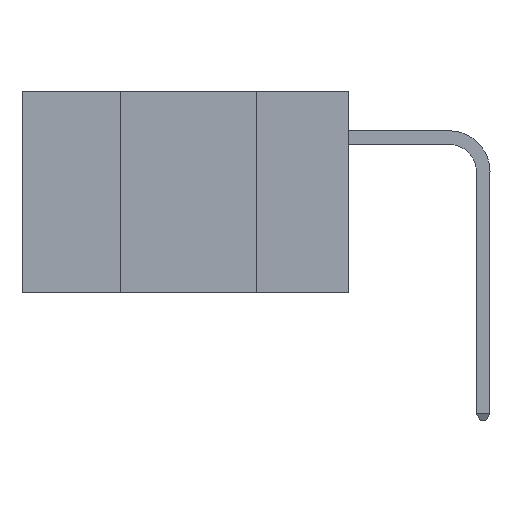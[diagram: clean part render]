
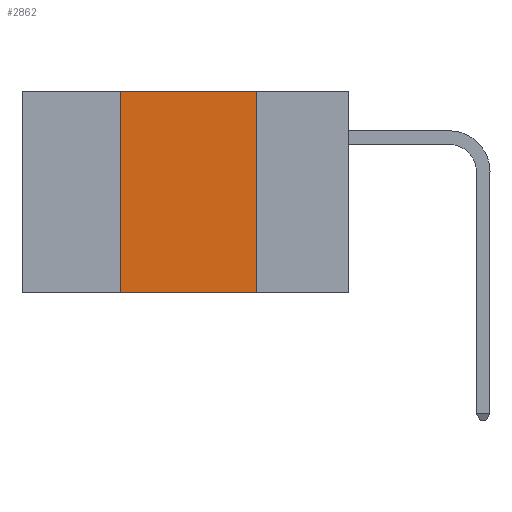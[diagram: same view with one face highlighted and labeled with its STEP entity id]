
A CAD part, left-side view. The second image highlights one B-rep face of the part: STEP entity #2862.
In plain terms, the highlighted planar face has unit normal (-1, 0, 0).
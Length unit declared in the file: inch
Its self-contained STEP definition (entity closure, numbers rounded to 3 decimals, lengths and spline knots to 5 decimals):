
#241 = EDGE_LOOP ( 'NONE', ( #5123, #12927, #12282, #7114 ) ) ;
#585 = EDGE_CURVE ( 'NONE', #15691, #7879, #15166, .T. ) ;
#1690 = LINE ( 'NONE', #11308, #5891 ) ;
#1708 = DIRECTION ( 'NONE',  ( 0., -1., 0. ) ) ;
#2203 = CARTESIAN_POINT ( 'NONE',  ( 0., 0.6, 0. ) ) ;
#2473 = DIRECTION ( 'NONE',  ( 0., -1., 0. ) ) ;
#2862 = ADVANCED_FACE ( 'NONE', ( #3386 ), #3463, .F. ) ;
#3181 = CARTESIAN_POINT ( 'NONE',  ( 0., 0.17, 0. ) ) ;
#3386 = FACE_OUTER_BOUND ( 'NONE', #241, .T. ) ;
#3463 = PLANE ( 'NONE',  #6752 ) ;
#3630 = DIRECTION ( 'NONE',  ( 0., 0., -1. ) ) ;
#3972 = EDGE_CURVE ( 'NONE', #7879, #9241, #7690, .T. ) ;
#5123 = ORIENTED_EDGE ( 'NONE', *, *, #3972, .F. ) ;
#5223 = DIRECTION ( 'NONE',  ( 0., 0., 1. ) ) ;
#5891 = VECTOR ( 'NONE', #2473, 39.37008 ) ;
#6752 = AXIS2_PLACEMENT_3D ( 'NONE', #2203, #11096, #3630 ) ;
#7031 = CARTESIAN_POINT ( 'NONE',  ( 0., 0.17, 0. ) ) ;
#7114 = ORIENTED_EDGE ( 'NONE', *, *, #8716, .T. ) ;
#7690 = LINE ( 'NONE', #3181, #9480 ) ;
#7879 = VERTEX_POINT ( 'NONE', #7031 ) ;
#8069 = VECTOR ( 'NONE', #1708, 39.37008 ) ;
#8716 = EDGE_CURVE ( 'NONE', #9383, #9241, #1690, .T. ) ;
#8983 = CARTESIAN_POINT ( 'NONE',  ( 0., 0.42, 0. ) ) ;
#9241 = VERTEX_POINT ( 'NONE', #12409 ) ;
#9383 = VERTEX_POINT ( 'NONE', #15545 ) ;
#9480 = VECTOR ( 'NONE', #12053, 39.37008 ) ;
#9894 = CARTESIAN_POINT ( 'NONE',  ( 0., 0.42, 0. ) ) ;
#11096 = DIRECTION ( 'NONE',  ( 1., 0., 0. ) ) ;
#11308 = CARTESIAN_POINT ( 'NONE',  ( 0., 0.6, -0.37 ) ) ;
#12053 = DIRECTION ( 'NONE',  ( 0., 0., -1. ) ) ;
#12282 = ORIENTED_EDGE ( 'NONE', *, *, #13932, .F. ) ;
#12409 = CARTESIAN_POINT ( 'NONE',  ( 0., 0.17, -0.37 ) ) ;
#12927 = ORIENTED_EDGE ( 'NONE', *, *, #585, .F. ) ;
#13010 = VECTOR ( 'NONE', #5223, 39.37008 ) ;
#13098 = CARTESIAN_POINT ( 'NONE',  ( 0., 0.6, 0. ) ) ;
#13379 = LINE ( 'NONE', #8983, #13010 ) ;
#13932 = EDGE_CURVE ( 'NONE', #9383, #15691, #13379, .T. ) ;
#15166 = LINE ( 'NONE', #13098, #8069 ) ;
#15545 = CARTESIAN_POINT ( 'NONE',  ( 0., 0.42, -0.37 ) ) ;
#15691 = VERTEX_POINT ( 'NONE', #9894 ) ;
